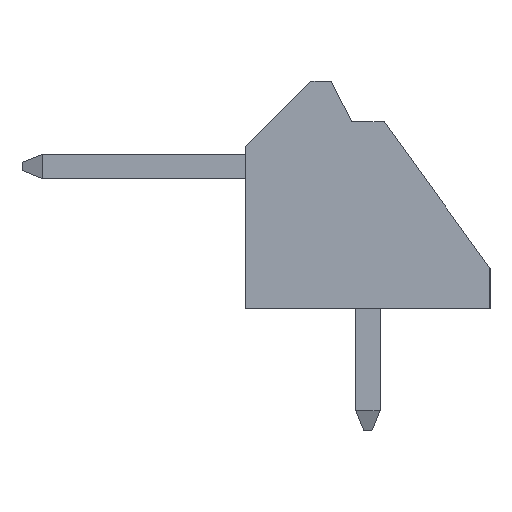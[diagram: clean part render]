
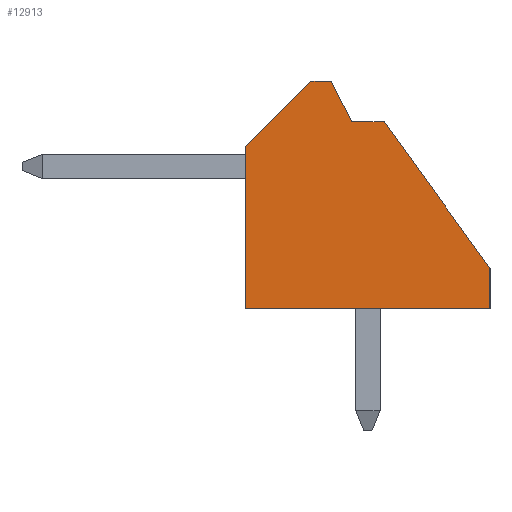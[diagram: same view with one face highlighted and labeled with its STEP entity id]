
A CAD part, left-side view. The second image highlights one B-rep face of the part: STEP entity #12913.
In plain terms, the highlighted planar face has unit normal (-1, 0, 0).
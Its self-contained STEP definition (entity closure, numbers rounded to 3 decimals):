
#12646 = VERTEX_POINT('',#12647);
#12647 = CARTESIAN_POINT('',(-1.25,0.4,4.6));
#12656 = PLANE('',#12657);
#12657 = AXIS2_PLACEMENT_3D('',#12658,#12659,#12660);
#12658 = CARTESIAN_POINT('',(-1.25,0.4,4.6));
#12659 = DIRECTION('',(0.,0.,-1.));
#12660 = DIRECTION('',(0.,-1.,0.));
#12668 = PLANE('',#12669);
#12669 = AXIS2_PLACEMENT_3D('',#12670,#12671,#12672);
#12670 = CARTESIAN_POINT('',(-1.25,0.4,4.6));
#12671 = DIRECTION('',(0.,-0.894,0.447));
#12672 = DIRECTION('',(0.,0.447,0.894));
#12709 = VERTEX_POINT('',#12710);
#12710 = CARTESIAN_POINT('',(-1.25,-0.4,4.6));
#12724 = PLANE('',#12725);
#12725 = AXIS2_PLACEMENT_3D('',#12726,#12727,#12728);
#12726 = CARTESIAN_POINT('',(-1.25,-0.4,4.6));
#12727 = DIRECTION('',(0.,0.811,-0.585));
#12728 = DIRECTION('',(0.,-0.585,-0.811));
#12736 = EDGE_CURVE('',#12646,#12709,#12737,.T.);
#12737 = SURFACE_CURVE('',#12738,(#12742,#12749),.PCURVE_S1.);
#12738 = LINE('',#12739,#12740);
#12739 = CARTESIAN_POINT('',(-1.25,0.4,4.6));
#12740 = VECTOR('',#12741,1.);
#12741 = DIRECTION('',(0.,-1.,0.));
#12742 = PCURVE('',#12656,#12743);
#12743 = DEFINITIONAL_REPRESENTATION('',(#12744),#12748);
#12744 = LINE('',#12745,#12746);
#12745 = CARTESIAN_POINT('',(0.,-0.));
#12746 = VECTOR('',#12747,1.);
#12747 = DIRECTION('',(1.,0.));
#12748 = ( GEOMETRIC_REPRESENTATION_CONTEXT(2) 
PARAMETRIC_REPRESENTATION_CONTEXT() REPRESENTATION_CONTEXT('2D SPACE',''
  ) );
#12749 = PCURVE('',#12750,#12755);
#12750 = PLANE('',#12751);
#12751 = AXIS2_PLACEMENT_3D('',#12752,#12753,#12754);
#12752 = CARTESIAN_POINT('',(-1.25,0.384,2.186));
#12753 = DIRECTION('',(1.,0.,0.));
#12754 = DIRECTION('',(0.,0.,1.));
#12755 = DEFINITIONAL_REPRESENTATION('',(#12756),#12760);
#12756 = LINE('',#12757,#12758);
#12757 = CARTESIAN_POINT('',(2.414,-0.016));
#12758 = VECTOR('',#12759,1.);
#12759 = DIRECTION('',(0.,1.));
#12760 = ( GEOMETRIC_REPRESENTATION_CONTEXT(2) 
PARAMETRIC_REPRESENTATION_CONTEXT() REPRESENTATION_CONTEXT('2D SPACE',''
  ) );
#12790 = VERTEX_POINT('',#12791);
#12791 = CARTESIAN_POINT('',(-1.25,0.9,5.6));
#12805 = PLANE('',#12806);
#12806 = AXIS2_PLACEMENT_3D('',#12807,#12808,#12809);
#12807 = CARTESIAN_POINT('',(-1.25,1.4,5.6));
#12808 = DIRECTION('',(0.,0.,-1.));
#12809 = DIRECTION('',(0.,-1.,0.));
#12817 = EDGE_CURVE('',#12646,#12790,#12818,.T.);
#12818 = SURFACE_CURVE('',#12819,(#12823,#12830),.PCURVE_S1.);
#12819 = LINE('',#12820,#12821);
#12820 = CARTESIAN_POINT('',(-1.25,0.4,4.6));
#12821 = VECTOR('',#12822,1.);
#12822 = DIRECTION('',(0.,0.447,0.894));
#12823 = PCURVE('',#12668,#12824);
#12824 = DEFINITIONAL_REPRESENTATION('',(#12825),#12829);
#12825 = LINE('',#12826,#12827);
#12826 = CARTESIAN_POINT('',(0.,0.));
#12827 = VECTOR('',#12828,1.);
#12828 = DIRECTION('',(1.,0.));
#12829 = ( GEOMETRIC_REPRESENTATION_CONTEXT(2) 
PARAMETRIC_REPRESENTATION_CONTEXT() REPRESENTATION_CONTEXT('2D SPACE',''
  ) );
#12830 = PCURVE('',#12750,#12831);
#12831 = DEFINITIONAL_REPRESENTATION('',(#12832),#12836);
#12832 = LINE('',#12833,#12834);
#12833 = CARTESIAN_POINT('',(2.414,-0.016));
#12834 = VECTOR('',#12835,1.);
#12835 = DIRECTION('',(0.894,-0.447));
#12836 = ( GEOMETRIC_REPRESENTATION_CONTEXT(2) 
PARAMETRIC_REPRESENTATION_CONTEXT() REPRESENTATION_CONTEXT('2D SPACE',''
  ) );
#12866 = VERTEX_POINT('',#12867);
#12867 = CARTESIAN_POINT('',(-1.25,-3.,1.));
#12881 = PLANE('',#12882);
#12882 = AXIS2_PLACEMENT_3D('',#12883,#12884,#12885);
#12883 = CARTESIAN_POINT('',(-1.25,-3.,1.));
#12884 = DIRECTION('',(0.,1.,0.));
#12885 = DIRECTION('',(0.,0.,-1.));
#12893 = EDGE_CURVE('',#12709,#12866,#12894,.T.);
#12894 = SURFACE_CURVE('',#12895,(#12899,#12906),.PCURVE_S1.);
#12895 = LINE('',#12896,#12897);
#12896 = CARTESIAN_POINT('',(-1.25,-0.4,4.6));
#12897 = VECTOR('',#12898,1.);
#12898 = DIRECTION('',(0.,-0.585,-0.811));
#12899 = PCURVE('',#12724,#12900);
#12900 = DEFINITIONAL_REPRESENTATION('',(#12901),#12905);
#12901 = LINE('',#12902,#12903);
#12902 = CARTESIAN_POINT('',(0.,0.));
#12903 = VECTOR('',#12904,1.);
#12904 = DIRECTION('',(1.,0.));
#12905 = ( GEOMETRIC_REPRESENTATION_CONTEXT(2) 
PARAMETRIC_REPRESENTATION_CONTEXT() REPRESENTATION_CONTEXT('2D SPACE',''
  ) );
#12906 = PCURVE('',#12750,#12907);
#12907 = DEFINITIONAL_REPRESENTATION('',(#12908),#12912);
#12908 = LINE('',#12909,#12910);
#12909 = CARTESIAN_POINT('',(2.414,0.784));
#12910 = VECTOR('',#12911,1.);
#12911 = DIRECTION('',(-0.811,0.585));
#12912 = ( GEOMETRIC_REPRESENTATION_CONTEXT(2) 
PARAMETRIC_REPRESENTATION_CONTEXT() REPRESENTATION_CONTEXT('2D SPACE',''
  ) );
#12913 = ADVANCED_FACE('',(#12914),#12750,.F.);
#12914 = FACE_BOUND('',#12915,.F.);
#12915 = EDGE_LOOP('',(#12916,#12917,#12918,#12941,#12969,#12997,#13025,
    #13046));
#12916 = ORIENTED_EDGE('',*,*,#12736,.T.);
#12917 = ORIENTED_EDGE('',*,*,#12893,.T.);
#12918 = ORIENTED_EDGE('',*,*,#12919,.T.);
#12919 = EDGE_CURVE('',#12866,#12920,#12922,.T.);
#12920 = VERTEX_POINT('',#12921);
#12921 = CARTESIAN_POINT('',(-1.25,-3.,0.));
#12922 = SURFACE_CURVE('',#12923,(#12927,#12934),.PCURVE_S1.);
#12923 = LINE('',#12924,#12925);
#12924 = CARTESIAN_POINT('',(-1.25,-3.,1.));
#12925 = VECTOR('',#12926,1.);
#12926 = DIRECTION('',(0.,0.,-1.));
#12927 = PCURVE('',#12750,#12928);
#12928 = DEFINITIONAL_REPRESENTATION('',(#12929),#12933);
#12929 = LINE('',#12930,#12931);
#12930 = CARTESIAN_POINT('',(-1.186,3.384));
#12931 = VECTOR('',#12932,1.);
#12932 = DIRECTION('',(-1.,0.));
#12933 = ( GEOMETRIC_REPRESENTATION_CONTEXT(2) 
PARAMETRIC_REPRESENTATION_CONTEXT() REPRESENTATION_CONTEXT('2D SPACE',''
  ) );
#12934 = PCURVE('',#12881,#12935);
#12935 = DEFINITIONAL_REPRESENTATION('',(#12936),#12940);
#12936 = LINE('',#12937,#12938);
#12937 = CARTESIAN_POINT('',(0.,0.));
#12938 = VECTOR('',#12939,1.);
#12939 = DIRECTION('',(1.,0.));
#12940 = ( GEOMETRIC_REPRESENTATION_CONTEXT(2) 
PARAMETRIC_REPRESENTATION_CONTEXT() REPRESENTATION_CONTEXT('2D SPACE',''
  ) );
#12941 = ORIENTED_EDGE('',*,*,#12942,.T.);
#12942 = EDGE_CURVE('',#12920,#12943,#12945,.T.);
#12943 = VERTEX_POINT('',#12944);
#12944 = CARTESIAN_POINT('',(-1.25,3.,0.));
#12945 = SURFACE_CURVE('',#12946,(#12950,#12957),.PCURVE_S1.);
#12946 = LINE('',#12947,#12948);
#12947 = CARTESIAN_POINT('',(-1.25,-3.,0.));
#12948 = VECTOR('',#12949,1.);
#12949 = DIRECTION('',(0.,1.,0.));
#12950 = PCURVE('',#12750,#12951);
#12951 = DEFINITIONAL_REPRESENTATION('',(#12952),#12956);
#12952 = LINE('',#12953,#12954);
#12953 = CARTESIAN_POINT('',(-2.186,3.384));
#12954 = VECTOR('',#12955,1.);
#12955 = DIRECTION('',(0.,-1.));
#12956 = ( GEOMETRIC_REPRESENTATION_CONTEXT(2) 
PARAMETRIC_REPRESENTATION_CONTEXT() REPRESENTATION_CONTEXT('2D SPACE',''
  ) );
#12957 = PCURVE('',#12958,#12963);
#12958 = PLANE('',#12959);
#12959 = AXIS2_PLACEMENT_3D('',#12960,#12961,#12962);
#12960 = CARTESIAN_POINT('',(-1.25,-3.,0.));
#12961 = DIRECTION('',(0.,0.,1.));
#12962 = DIRECTION('',(0.,1.,0.));
#12963 = DEFINITIONAL_REPRESENTATION('',(#12964),#12968);
#12964 = LINE('',#12965,#12966);
#12965 = CARTESIAN_POINT('',(0.,0.));
#12966 = VECTOR('',#12967,1.);
#12967 = DIRECTION('',(1.,0.));
#12968 = ( GEOMETRIC_REPRESENTATION_CONTEXT(2) 
PARAMETRIC_REPRESENTATION_CONTEXT() REPRESENTATION_CONTEXT('2D SPACE',''
  ) );
#12969 = ORIENTED_EDGE('',*,*,#12970,.T.);
#12970 = EDGE_CURVE('',#12943,#12971,#12973,.T.);
#12971 = VERTEX_POINT('',#12972);
#12972 = CARTESIAN_POINT('',(-1.25,3.,4.));
#12973 = SURFACE_CURVE('',#12974,(#12978,#12985),.PCURVE_S1.);
#12974 = LINE('',#12975,#12976);
#12975 = CARTESIAN_POINT('',(-1.25,3.,0.));
#12976 = VECTOR('',#12977,1.);
#12977 = DIRECTION('',(0.,0.,1.));
#12978 = PCURVE('',#12750,#12979);
#12979 = DEFINITIONAL_REPRESENTATION('',(#12980),#12984);
#12980 = LINE('',#12981,#12982);
#12981 = CARTESIAN_POINT('',(-2.186,-2.616));
#12982 = VECTOR('',#12983,1.);
#12983 = DIRECTION('',(1.,0.));
#12984 = ( GEOMETRIC_REPRESENTATION_CONTEXT(2) 
PARAMETRIC_REPRESENTATION_CONTEXT() REPRESENTATION_CONTEXT('2D SPACE',''
  ) );
#12985 = PCURVE('',#12986,#12991);
#12986 = PLANE('',#12987);
#12987 = AXIS2_PLACEMENT_3D('',#12988,#12989,#12990);
#12988 = CARTESIAN_POINT('',(-1.25,3.,0.));
#12989 = DIRECTION('',(0.,-1.,0.));
#12990 = DIRECTION('',(0.,0.,1.));
#12991 = DEFINITIONAL_REPRESENTATION('',(#12992),#12996);
#12992 = LINE('',#12993,#12994);
#12993 = CARTESIAN_POINT('',(0.,0.));
#12994 = VECTOR('',#12995,1.);
#12995 = DIRECTION('',(1.,0.));
#12996 = ( GEOMETRIC_REPRESENTATION_CONTEXT(2) 
PARAMETRIC_REPRESENTATION_CONTEXT() REPRESENTATION_CONTEXT('2D SPACE',''
  ) );
#12997 = ORIENTED_EDGE('',*,*,#12998,.F.);
#12998 = EDGE_CURVE('',#12999,#12971,#13001,.T.);
#12999 = VERTEX_POINT('',#13000);
#13000 = CARTESIAN_POINT('',(-1.25,1.4,5.6));
#13001 = SURFACE_CURVE('',#13002,(#13006,#13013),.PCURVE_S1.);
#13002 = LINE('',#13003,#13004);
#13003 = CARTESIAN_POINT('',(-1.25,1.4,5.6));
#13004 = VECTOR('',#13005,1.);
#13005 = DIRECTION('',(0.,0.707,-0.707));
#13006 = PCURVE('',#12750,#13007);
#13007 = DEFINITIONAL_REPRESENTATION('',(#13008),#13012);
#13008 = LINE('',#13009,#13010);
#13009 = CARTESIAN_POINT('',(3.414,-1.016));
#13010 = VECTOR('',#13011,1.);
#13011 = DIRECTION('',(-0.707,-0.707));
#13012 = ( GEOMETRIC_REPRESENTATION_CONTEXT(2) 
PARAMETRIC_REPRESENTATION_CONTEXT() REPRESENTATION_CONTEXT('2D SPACE',''
  ) );
#13013 = PCURVE('',#13014,#13019);
#13014 = PLANE('',#13015);
#13015 = AXIS2_PLACEMENT_3D('',#13016,#13017,#13018);
#13016 = CARTESIAN_POINT('',(-1.25,1.4,5.6));
#13017 = DIRECTION('',(0.,0.707,0.707));
#13018 = DIRECTION('',(0.,0.707,-0.707));
#13019 = DEFINITIONAL_REPRESENTATION('',(#13020),#13024);
#13020 = LINE('',#13021,#13022);
#13021 = CARTESIAN_POINT('',(0.,0.));
#13022 = VECTOR('',#13023,1.);
#13023 = DIRECTION('',(1.,0.));
#13024 = ( GEOMETRIC_REPRESENTATION_CONTEXT(2) 
PARAMETRIC_REPRESENTATION_CONTEXT() REPRESENTATION_CONTEXT('2D SPACE',''
  ) );
#13025 = ORIENTED_EDGE('',*,*,#13026,.T.);
#13026 = EDGE_CURVE('',#12999,#12790,#13027,.T.);
#13027 = SURFACE_CURVE('',#13028,(#13032,#13039),.PCURVE_S1.);
#13028 = LINE('',#13029,#13030);
#13029 = CARTESIAN_POINT('',(-1.25,1.4,5.6));
#13030 = VECTOR('',#13031,1.);
#13031 = DIRECTION('',(0.,-1.,0.));
#13032 = PCURVE('',#12750,#13033);
#13033 = DEFINITIONAL_REPRESENTATION('',(#13034),#13038);
#13034 = LINE('',#13035,#13036);
#13035 = CARTESIAN_POINT('',(3.414,-1.016));
#13036 = VECTOR('',#13037,1.);
#13037 = DIRECTION('',(0.,1.));
#13038 = ( GEOMETRIC_REPRESENTATION_CONTEXT(2) 
PARAMETRIC_REPRESENTATION_CONTEXT() REPRESENTATION_CONTEXT('2D SPACE',''
  ) );
#13039 = PCURVE('',#12805,#13040);
#13040 = DEFINITIONAL_REPRESENTATION('',(#13041),#13045);
#13041 = LINE('',#13042,#13043);
#13042 = CARTESIAN_POINT('',(0.,-0.));
#13043 = VECTOR('',#13044,1.);
#13044 = DIRECTION('',(1.,0.));
#13045 = ( GEOMETRIC_REPRESENTATION_CONTEXT(2) 
PARAMETRIC_REPRESENTATION_CONTEXT() REPRESENTATION_CONTEXT('2D SPACE',''
  ) );
#13046 = ORIENTED_EDGE('',*,*,#12817,.F.);
